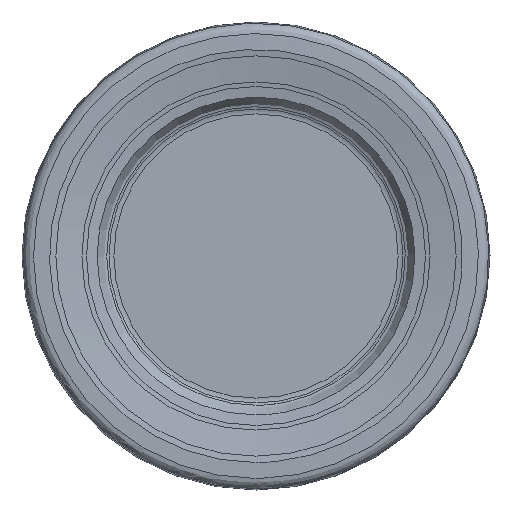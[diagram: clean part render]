
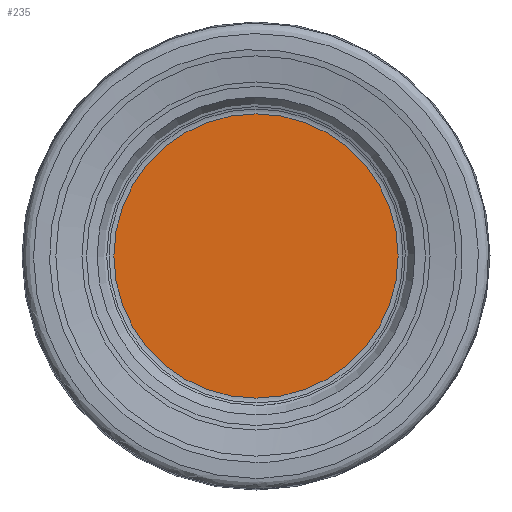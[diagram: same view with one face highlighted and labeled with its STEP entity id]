
A CAD part, left-side view. The second image highlights one B-rep face of the part: STEP entity #235.
In plain terms, the highlighted planar face has unit normal (-1, 0, 0).
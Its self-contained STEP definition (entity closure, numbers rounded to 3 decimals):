
#235=ADVANCED_FACE('',(#261),#259,.F.);
#259=PLANE('',#428);
#261=FACE_OUTER_BOUND('',#263,.T.);
#263=EDGE_LOOP('',(#309));
#309=ORIENTED_EDGE('',*,*,#378,.T.);
#355=VERTEX_POINT('',#566);
#378=EDGE_CURVE('',#355,#355,#401,.T.);
#401=CIRCLE('',#427,10.074);
#427=AXIS2_PLACEMENT_3D('',#565,#468,#469);
#428=AXIS2_PLACEMENT_3D('',#567,#470,#471);
#468=DIRECTION('',(-1.,0.,0.));
#469=DIRECTION('',(0.,0.,1.));
#470=DIRECTION('',(1.,0.,0.));
#471=DIRECTION('',(0.,0.,-1.));
#565=CARTESIAN_POINT('',(1.5,0.,0.));
#566=CARTESIAN_POINT('',(1.5,0.,10.074));
#567=CARTESIAN_POINT('',(1.5,0.,0.));
